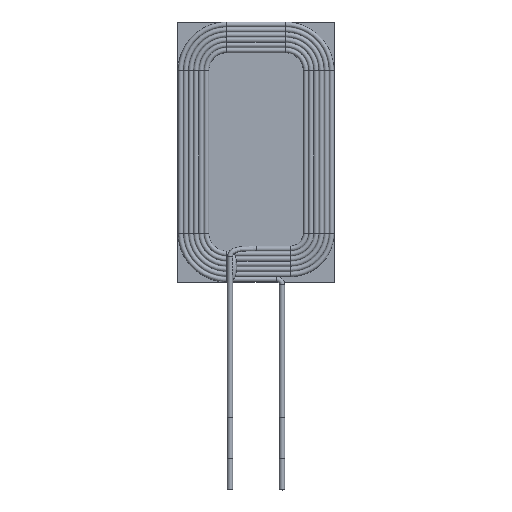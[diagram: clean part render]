
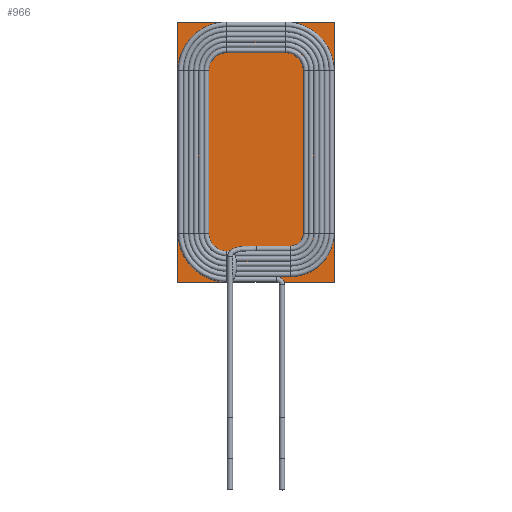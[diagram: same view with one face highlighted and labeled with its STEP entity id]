
A CAD part, top view. The second image highlights one B-rep face of the part: STEP entity #966.
In plain terms, the highlighted planar face has unit normal (0, 0, 1).
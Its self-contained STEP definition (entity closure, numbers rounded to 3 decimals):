
#22=LINE('',#2636,#34);
#23=LINE('',#2639,#35);
#24=LINE('',#2641,#36);
#25=LINE('',#2643,#37);
#34=VECTOR('',#1867,1000.);
#35=VECTOR('',#1868,1000.);
#36=VECTOR('',#1869,1000.);
#37=VECTOR('',#1870,1000.);
#80=PLANE('',#1578);
#366=ORIENTED_EDGE('',*,*,#475,.F.);
#367=ORIENTED_EDGE('',*,*,#476,.F.);
#368=ORIENTED_EDGE('',*,*,#477,.F.);
#369=ORIENTED_EDGE('',*,*,#478,.F.);
#475=EDGE_CURVE('',#566,#567,#22,.T.);
#476=EDGE_CURVE('',#568,#566,#23,.T.);
#477=EDGE_CURVE('',#569,#568,#24,.T.);
#478=EDGE_CURVE('',#567,#569,#25,.T.);
#566=VERTEX_POINT('',#2637);
#567=VERTEX_POINT('',#2638);
#568=VERTEX_POINT('',#2640);
#569=VERTEX_POINT('',#2642);
#734=EDGE_LOOP('',(#366,#367,#368,#369));
#882=FACE_BOUND('',#734,.T.);
#966=ADVANCED_FACE('',(#882),#80,.F.);
#1578=AXIS2_PLACEMENT_3D('',#2635,#1865,#1866);
#1865=DIRECTION('',(0.,0.,-1.));
#1866=DIRECTION('',(-1.,0.,0.));
#1867=DIRECTION('',(0.,-1.,0.));
#1868=DIRECTION('',(1.,0.,0.));
#1869=DIRECTION('',(0.,1.,0.));
#1870=DIRECTION('',(-1.,0.,0.));
#2635=CARTESIAN_POINT('',(0.,0.,0.8));
#2636=CARTESIAN_POINT('',(25.,15.,0.8));
#2637=CARTESIAN_POINT('',(25.,15.,0.8));
#2638=CARTESIAN_POINT('',(25.,-15.,0.8));
#2639=CARTESIAN_POINT('',(-25.,15.,0.8));
#2640=CARTESIAN_POINT('',(-25.,15.,0.8));
#2641=CARTESIAN_POINT('',(-25.,-15.,0.8));
#2642=CARTESIAN_POINT('',(-25.,-15.,0.8));
#2643=CARTESIAN_POINT('',(25.,-15.,0.8));
